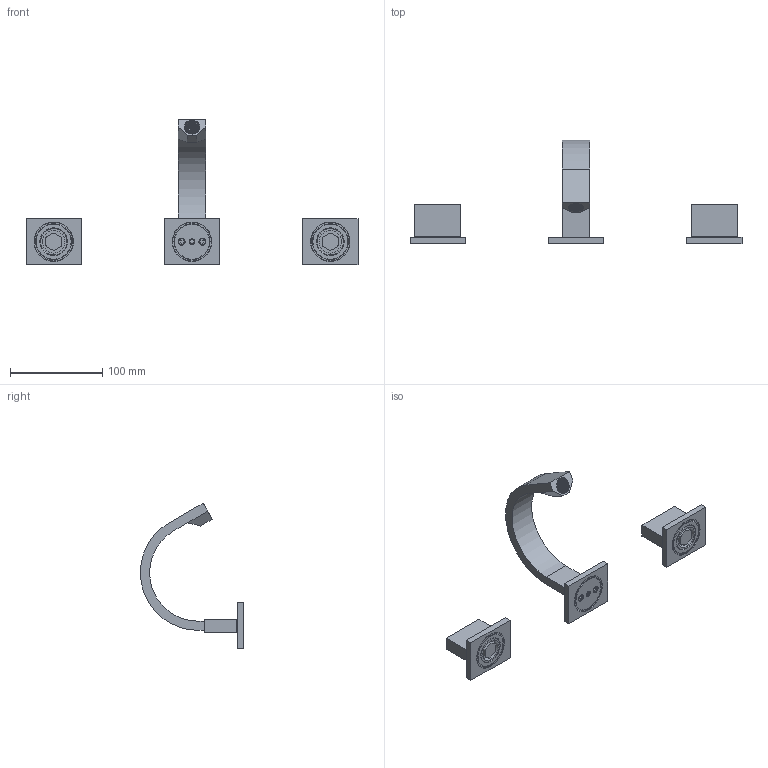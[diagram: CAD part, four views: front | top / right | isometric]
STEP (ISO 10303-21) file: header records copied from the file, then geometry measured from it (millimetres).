
FILE_DESCRIPTION((''),'2;1');
FILE_NAME('LEP119CR','2021-11-03T13:18:08',('ut3'),('PAFFONI SpA'),'CREO PARAMETRIC BY PTC INC, 2020044','CREO PARAMETRIC BY PTC INC, 2020044','');
FILE_SCHEMA(('CONFIG_CONTROL_DESIGN','SHAPE_APPEARANCE_LAYERS_GROUPS'));
Products named in the file (1): LEP119CR
Bounding box: 360 x 112 x 157.83 mm (x, y, z)
Volume: 140568 mm3; surface area: 78268.6 mm2
Topology: 8 solids, 8 shells, 2824 faces, 7819 edges, 4993 vertices
Faces by surface type: plane 2101, cylinder 466, torus 90, bspline 85, cone 82
Entity records: 132002 total; most frequent: CARTESIAN_POINT 46756, ORIENTED_EDGE 15618, DIRECTION 11335, EDGE_CURVE 7809, VERTEX_POINT 4993, VECTOR 3961, LINE 3961, AXIS2_PLACEMENT_3D 3687
